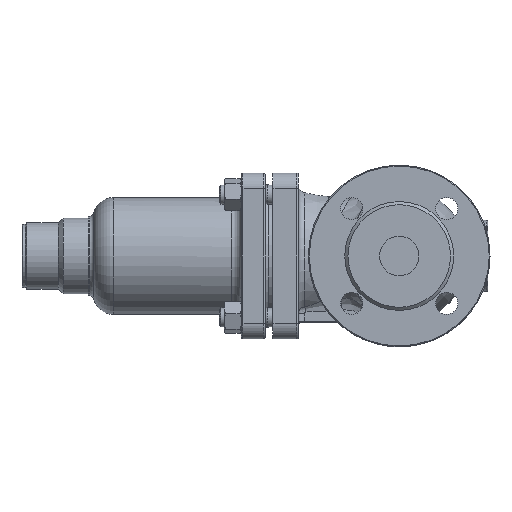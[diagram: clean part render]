
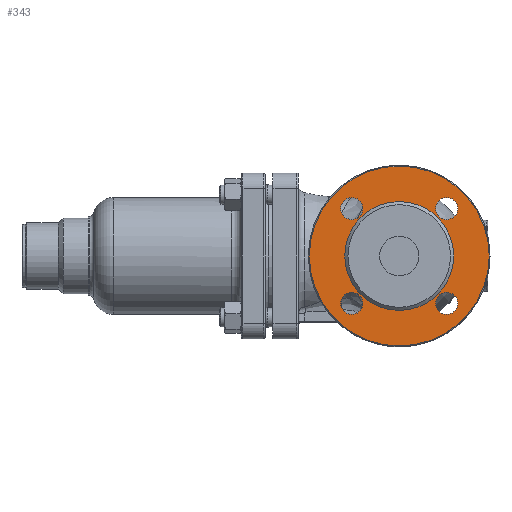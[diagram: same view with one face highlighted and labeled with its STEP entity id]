
A CAD part, left-side view. The second image highlights one B-rep face of the part: STEP entity #343.
In plain terms, the highlighted planar face has unit normal (-1, 0, 0).
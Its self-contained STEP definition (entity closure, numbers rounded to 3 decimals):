
#43 = VERTEX_POINT ( 'NONE', #38665 ) ;
#343 = ADVANCED_FACE ( 'NONE', ( #16729, #29637, #557, #28107, #24941, #5349 ), #23738, .T. ) ;
#557 = FACE_BOUND ( 'NONE', #15830, .T. ) ;
#1751 = EDGE_LOOP ( 'NONE', ( #39211 ) ) ;
#2535 = CARTESIAN_POINT ( 'NONE',  ( -78., -30.052, -23.052 ) ) ;
#3758 = DIRECTION ( 'NONE',  ( -1., 0., 0. ) ) ;
#4878 = CARTESIAN_POINT ( 'NONE',  ( -78., -57., 0. ) ) ;
#4982 = EDGE_CURVE ( 'NONE', #43, #43, #35551, .T. ) ;
#5134 = CARTESIAN_POINT ( 'NONE',  ( -78., 0., 0. ) ) ;
#5349 = FACE_BOUND ( 'NONE', #24961, .T. ) ;
#6565 = AXIS2_PLACEMENT_3D ( 'NONE', #24474, #30763, #13838 ) ;
#7092 = EDGE_CURVE ( 'NONE', #32103, #32103, #29894, .T. ) ;
#8251 = CIRCLE ( 'NONE', #31951, 34.5 ) ;
#9018 = DIRECTION ( 'NONE',  ( 0., -1., 0. ) ) ;
#9164 = VERTEX_POINT ( 'NONE', #2535 ) ;
#9445 = CARTESIAN_POINT ( 'NONE',  ( -78., -30.052, -30.052 ) ) ;
#9853 = DIRECTION ( 'NONE',  ( -1., 0., 0. ) ) ;
#10620 = DIRECTION ( 'NONE',  ( 0., -1., 0. ) ) ;
#12562 = VERTEX_POINT ( 'NONE', #32049 ) ;
#13838 = DIRECTION ( 'NONE',  ( 0., 0., -1. ) ) ;
#14513 = VERTEX_POINT ( 'NONE', #4878 ) ;
#15633 = CIRCLE ( 'NONE', #34551, 57. ) ;
#15830 = EDGE_LOOP ( 'NONE', ( #22824 ) ) ;
#16100 = DIRECTION ( 'NONE',  ( -1., 0., 0. ) ) ;
#16220 = EDGE_CURVE ( 'NONE', #30161, #30161, #8251, .T. ) ;
#16729 = FACE_OUTER_BOUND ( 'NONE', #23023, .T. ) ;
#17357 = DIRECTION ( 'NONE',  ( -1., 0., 0. ) ) ;
#17449 = CIRCLE ( 'NONE', #18837, 7. ) ;
#18648 = DIRECTION ( 'NONE',  ( -1., 0., 0. ) ) ;
#18837 = AXIS2_PLACEMENT_3D ( 'NONE', #9445, #9853, #26018 ) ;
#19282 = EDGE_CURVE ( 'NONE', #14513, #14513, #15633, .T. ) ;
#19747 = DIRECTION ( 'NONE',  ( 0., 1., 0. ) ) ;
#20057 = EDGE_LOOP ( 'NONE', ( #38634 ) ) ;
#22824 = ORIENTED_EDGE ( 'NONE', *, *, #7092, .F. ) ;
#23023 = EDGE_LOOP ( 'NONE', ( #39413 ) ) ;
#23738 = PLANE ( 'NONE',  #37005 ) ;
#23757 = CARTESIAN_POINT ( 'NONE',  ( -78., -30.052, 30.052 ) ) ;
#24474 = CARTESIAN_POINT ( 'NONE',  ( -78., 30.052, 30.052 ) ) ;
#24941 = FACE_BOUND ( 'NONE', #1751, .T. ) ;
#24961 = EDGE_LOOP ( 'NONE', ( #38418 ) ) ;
#26018 = DIRECTION ( 'NONE',  ( 0., 0., 1. ) ) ;
#28022 = ORIENTED_EDGE ( 'NONE', *, *, #32453, .F. ) ;
#28107 = FACE_BOUND ( 'NONE', #20057, .T. ) ;
#29213 = EDGE_CURVE ( 'NONE', #9164, #9164, #17449, .T. ) ;
#29238 = AXIS2_PLACEMENT_3D ( 'NONE', #23757, #3758, #19747 ) ;
#29637 = FACE_BOUND ( 'NONE', #29982, .T. ) ;
#29743 = CARTESIAN_POINT ( 'NONE',  ( -78., -34.5, 0. ) ) ;
#29894 = CIRCLE ( 'NONE', #29238, 7. ) ;
#29982 = EDGE_LOOP ( 'NONE', ( #28022 ) ) ;
#30161 = VERTEX_POINT ( 'NONE', #29743 ) ;
#30763 = DIRECTION ( 'NONE',  ( -1., 0., 0. ) ) ;
#31951 = AXIS2_PLACEMENT_3D ( 'NONE', #33459, #17357, #40454 ) ;
#32049 = CARTESIAN_POINT ( 'NONE',  ( -78., 30.052, 23.052 ) ) ;
#32103 = VERTEX_POINT ( 'NONE', #38865 ) ;
#32453 = EDGE_CURVE ( 'NONE', #12562, #12562, #39762, .T. ) ;
#33459 = CARTESIAN_POINT ( 'NONE',  ( -78., 0., 0. ) ) ;
#34171 = AXIS2_PLACEMENT_3D ( 'NONE', #40065, #16100, #41345 ) ;
#34551 = AXIS2_PLACEMENT_3D ( 'NONE', #39671, #18648, #10620 ) ;
#35551 = CIRCLE ( 'NONE', #34171, 7. ) ;
#37005 = AXIS2_PLACEMENT_3D ( 'NONE', #5134, #41253, #9018 ) ;
#38418 = ORIENTED_EDGE ( 'NONE', *, *, #16220, .F. ) ;
#38634 = ORIENTED_EDGE ( 'NONE', *, *, #29213, .F. ) ;
#38665 = CARTESIAN_POINT ( 'NONE',  ( -78., 23.052, -30.052 ) ) ;
#38865 = CARTESIAN_POINT ( 'NONE',  ( -78., -23.052, 30.052 ) ) ;
#39211 = ORIENTED_EDGE ( 'NONE', *, *, #4982, .F. ) ;
#39413 = ORIENTED_EDGE ( 'NONE', *, *, #19282, .T. ) ;
#39671 = CARTESIAN_POINT ( 'NONE',  ( -78., 0., 0. ) ) ;
#39762 = CIRCLE ( 'NONE', #6565, 7. ) ;
#40065 = CARTESIAN_POINT ( 'NONE',  ( -78., 30.052, -30.052 ) ) ;
#40454 = DIRECTION ( 'NONE',  ( 0., -1., 0. ) ) ;
#41253 = DIRECTION ( 'NONE',  ( -1., 0., 0. ) ) ;
#41345 = DIRECTION ( 'NONE',  ( 0., -1., 0. ) ) ;
